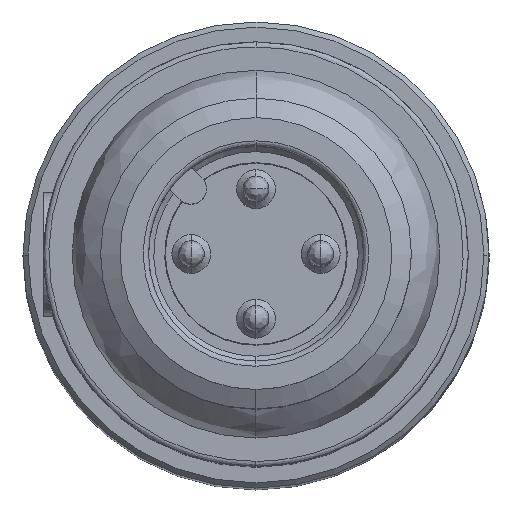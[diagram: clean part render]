
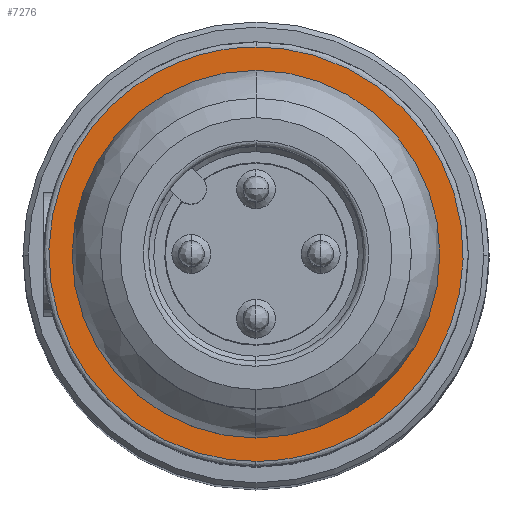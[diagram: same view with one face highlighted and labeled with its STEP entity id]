
A CAD part, top view. The second image highlights one B-rep face of the part: STEP entity #7276.
In plain terms, the highlighted planar face has unit normal (0, 0, 1).
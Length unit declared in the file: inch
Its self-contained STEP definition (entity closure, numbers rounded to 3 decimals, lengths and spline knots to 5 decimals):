
#360 = CARTESIAN_POINT ( 'NONE',  ( -0.62649, -0.31496, 2.42913 ) ) ;
#416 = CARTESIAN_POINT ( 'NONE',  ( 0.00343, 0., 2.42913 ) ) ;
#677 = DIRECTION ( 'NONE',  ( 0., 1., 0. ) ) ;
#868 = CARTESIAN_POINT ( 'NONE',  ( 0.00343, 0.31496, 2.42913 ) ) ;
#1215 = EDGE_LOOP ( 'NONE', ( #2255, #2379 ) ) ;
#1596 =( BOUNDED_CURVE ( )  B_SPLINE_CURVE ( 3, ( #8263, #360, #7689, #6960 ),
 .UNSPECIFIED., .F., .F. ) 
 B_SPLINE_CURVE_WITH_KNOTS ( ( 4, 4 ),
 ( 0., 0.5 ),
 .UNSPECIFIED. ) 
 CURVE ( )  GEOMETRIC_REPRESENTATION_ITEM ( )  RATIONAL_B_SPLINE_CURVE ( ( 1., 0.333, 0.333, 1. ) ) 
 REPRESENTATION_ITEM ( '' )  );
#1842 = AXIS2_PLACEMENT_3D ( 'NONE', #416, #4441, #2451 ) ;
#2147 = CARTESIAN_POINT ( 'NONE',  ( 0.00343, 0.27953, 2.42913 ) ) ;
#2255 = ORIENTED_EDGE ( 'NONE', *, *, #6745, .F. ) ;
#2379 = ORIENTED_EDGE ( 'NONE', *, *, #5149, .F. ) ;
#2406 = VERTEX_POINT ( 'NONE', #4225 ) ;
#2451 = DIRECTION ( 'NONE',  ( 0., 1., 0. ) ) ;
#2585 = VERTEX_POINT ( 'NONE', #868 ) ;
#2676 = CARTESIAN_POINT ( 'NONE',  ( 0.00343, 0.31496, 2.42913 ) ) ;
#2796 = EDGE_LOOP ( 'NONE', ( #5868, #7939 ) ) ;
#2941 = FACE_OUTER_BOUND ( 'NONE', #2796, .T. ) ;
#3425 = CARTESIAN_POINT ( 'NONE',  ( 0.00343, -0.27953, 2.42913 ) ) ;
#3443 = EDGE_CURVE ( 'NONE', #2406, #2585, #1596, .T. ) ;
#3461 = DIRECTION ( 'NONE',  ( 0., 0., -1. ) ) ;
#4225 = CARTESIAN_POINT ( 'NONE',  ( 0.00343, -0.31496, 2.42913 ) ) ;
#4306 = EDGE_CURVE ( 'NONE', #2585, #2406, #7838, .T. ) ;
#4441 = DIRECTION ( 'NONE',  ( 0., 0., 1. ) ) ;
#4592 = FACE_BOUND ( 'NONE', #1215, .T. ) ;
#4603 = CARTESIAN_POINT ( 'NONE',  ( 0.00343, -0.31496, 2.42913 ) ) ;
#4642 = CARTESIAN_POINT ( 'NONE',  ( 0.00343, 0., 2.42913 ) ) ;
#5066 = CIRCLE ( 'NONE', #7875, 0.27953 ) ;
#5149 = EDGE_CURVE ( 'NONE', #8106, #7430, #6638, .T. ) ;
#5327 = CARTESIAN_POINT ( 'NONE',  ( 0.63335, -0.31496, 2.42913 ) ) ;
#5427 = PLANE ( 'NONE',  #7388 ) ;
#5868 = ORIENTED_EDGE ( 'NONE', *, *, #3443, .F. ) ;
#6086 = CARTESIAN_POINT ( 'NONE',  ( 0.00343, -0.27953, 2.42913 ) ) ;
#6547 = CARTESIAN_POINT ( 'NONE',  ( 0.63335, 0.31496, 2.42913 ) ) ;
#6638 = CIRCLE ( 'NONE', #1842, 0.27953 ) ;
#6745 = EDGE_CURVE ( 'NONE', #7430, #8106, #5066, .T. ) ;
#6787 = DIRECTION ( 'NONE',  ( 0., -1., 0. ) ) ;
#6960 = CARTESIAN_POINT ( 'NONE',  ( 0.00343, 0.31496, 2.42913 ) ) ;
#7276 = ADVANCED_FACE ( 'NONE', ( #4592, #2941 ), #5427, .F. ) ;
#7388 = AXIS2_PLACEMENT_3D ( 'NONE', #6086, #3461, #6787 ) ;
#7430 = VERTEX_POINT ( 'NONE', #2147 ) ;
#7689 = CARTESIAN_POINT ( 'NONE',  ( -0.62649, 0.31496, 2.42913 ) ) ;
#7838 =( BOUNDED_CURVE ( )  B_SPLINE_CURVE ( 3, ( #2676, #6547, #5327, #4603 ),
 .UNSPECIFIED., .F., .F. ) 
 B_SPLINE_CURVE_WITH_KNOTS ( ( 4, 4 ),
 ( 0.5, 1. ),
 .UNSPECIFIED. ) 
 CURVE ( )  GEOMETRIC_REPRESENTATION_ITEM ( )  RATIONAL_B_SPLINE_CURVE ( ( 1., 0.333, 0.333, 1. ) ) 
 REPRESENTATION_ITEM ( '' )  );
#7870 = DIRECTION ( 'NONE',  ( 0., 0., 1. ) ) ;
#7875 = AXIS2_PLACEMENT_3D ( 'NONE', #4642, #7870, #677 ) ;
#7939 = ORIENTED_EDGE ( 'NONE', *, *, #4306, .F. ) ;
#8106 = VERTEX_POINT ( 'NONE', #3425 ) ;
#8263 = CARTESIAN_POINT ( 'NONE',  ( 0.00343, -0.31496, 2.42913 ) ) ;
